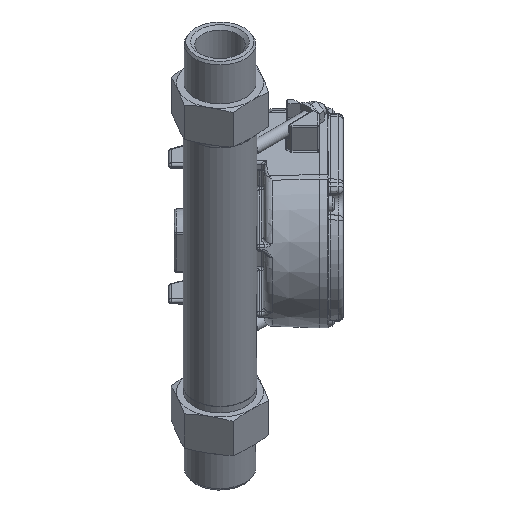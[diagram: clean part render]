
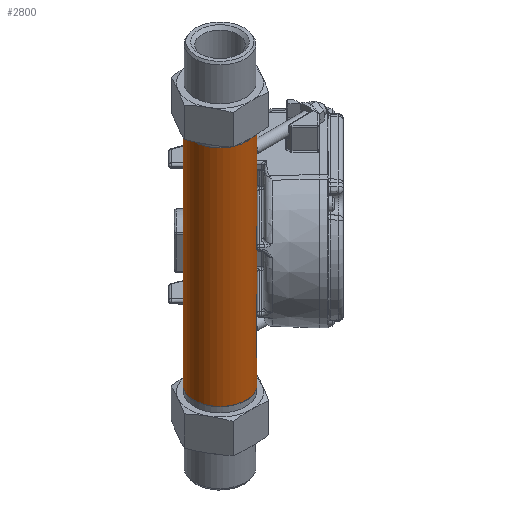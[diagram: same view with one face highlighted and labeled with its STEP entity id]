
A CAD part, isometric view. The second image highlights one B-rep face of the part: STEP entity #2800.
In plain terms, the highlighted cylindrical face has radius 21.08 mm (diameter 42.16 mm), a full revolution.
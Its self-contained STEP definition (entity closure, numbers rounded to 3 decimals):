
#2326=CYLINDRICAL_SURFACE('',#14846,21.08);
#2553=FACE_BOUND('',#4872,.T.);
#2554=FACE_BOUND('',#4873,.T.);
#2800=ADVANCED_FACE('',(#2553,#2554),#2326,.T.);
#4872=EDGE_LOOP('',(#5985));
#4873=EDGE_LOOP('',(#5986));
#5985=ORIENTED_EDGE('',*,*,#11567,.T.);
#5986=ORIENTED_EDGE('',*,*,#11568,.T.);
#10263=VERTEX_POINT('',#21640);
#10264=VERTEX_POINT('',#21643);
#11567=EDGE_CURVE('',#10263,#10263,#13708,.T.);
#11568=EDGE_CURVE('',#10264,#10264,#13709,.T.);
#13708=CIRCLE('',#14842,21.08);
#13709=CIRCLE('',#14844,21.08);
#14842=AXIS2_PLACEMENT_3D('',#21639,#16902,#16903);
#14844=AXIS2_PLACEMENT_3D('',#21642,#16906,#16907);
#14846=AXIS2_PLACEMENT_3D('',#21645,#16910,#16911);
#16902=DIRECTION('',(0.,0.,-1.));
#16903=DIRECTION('',(-1.,0.,0.));
#16906=DIRECTION('',(0.,0.,1.));
#16907=DIRECTION('',(1.,0.,0.));
#16910=DIRECTION('',(0.,0.,1.));
#16911=DIRECTION('',(1.,0.,0.));
#21639=CARTESIAN_POINT('',(0.,0.,207.463));
#21640=CARTESIAN_POINT('',(-21.08,0.,207.463));
#21642=CARTESIAN_POINT('',(0.,0.,26.463));
#21643=CARTESIAN_POINT('',(21.08,0.,26.463));
#21645=CARTESIAN_POINT('',(0.,0.,26.463));
